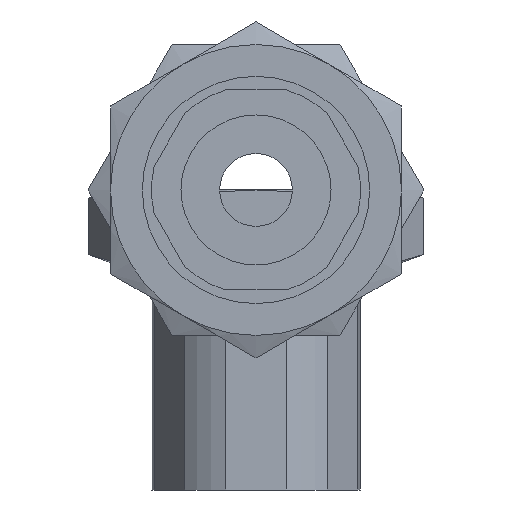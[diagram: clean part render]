
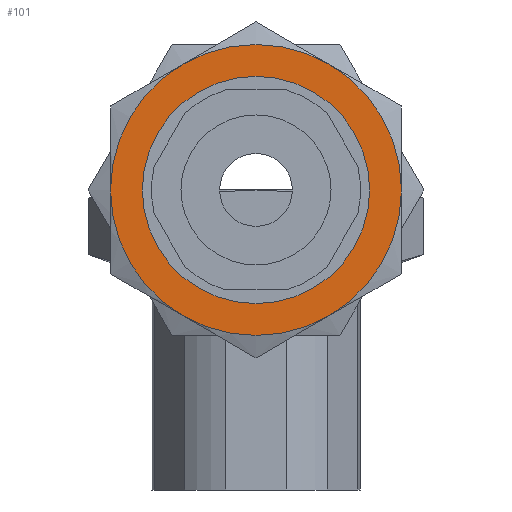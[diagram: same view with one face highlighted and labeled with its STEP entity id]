
A CAD part, front view. The second image highlights one B-rep face of the part: STEP entity #101.
In plain terms, the highlighted face is planar.
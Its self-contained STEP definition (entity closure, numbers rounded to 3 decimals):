
#101 = ADVANCED_FACE( 'NONE', ( #186, #187 ), #188, .F. );
#186 = FACE_OUTER_BOUND( '', #280, .T. );
#187 = FACE_BOUND( '', #281, .T. );
#188 = PLANE( '', #282 );
#280 = EDGE_LOOP( '', ( #452, #453, #454, #455, #456, #457 ) );
#281 = EDGE_LOOP( '', ( #458 ) );
#282 = AXIS2_PLACEMENT_3D( '', #459, #460, #461 );
#452 = ORIENTED_EDGE( '', *, *, #657, .T. );
#453 = ORIENTED_EDGE( '', *, *, #697, .T. );
#454 = ORIENTED_EDGE( '', *, *, #698, .T. );
#455 = ORIENTED_EDGE( '', *, *, #686, .T. );
#456 = ORIENTED_EDGE( '', *, *, #678, .T. );
#457 = ORIENTED_EDGE( '', *, *, #666, .T. );
#458 = ORIENTED_EDGE( '', *, *, #699, .F. );
#459 = CARTESIAN_POINT( '', ( 27.713, -16., 0. ) );
#460 = DIRECTION( '', ( 0., 0., -1. ) );
#461 = DIRECTION( '', ( 0., -1., 0. ) );
#657 = EDGE_CURVE( 'NONE', #832, #830, #833, .T. );
#666 = EDGE_CURVE( 'NONE', #843, #832, #847, .T. );
#678 = EDGE_CURVE( 'NONE', #862, #843, #866, .T. );
#686 = EDGE_CURVE( 'NONE', #874, #862, #878, .T. );
#697 = EDGE_CURVE( 'NONE', #830, #885, #893, .T. );
#698 = EDGE_CURVE( 'NONE', #885, #874, #894, .T. );
#699 = EDGE_CURVE( 'NONE', #895, #895, #896, .T. );
#830 = VERTEX_POINT( 'NONE', #1233 );
#832 = VERTEX_POINT( 'NONE', #1240 );
#833 = CIRCLE( '', #1241, 16. );
#843 = VERTEX_POINT( 'NONE', #1266 );
#847 = CIRCLE( '', #1280, 16. );
#862 = VERTEX_POINT( 'NONE', #1315 );
#866 = CIRCLE( '', #1329, 16. );
#874 = VERTEX_POINT( 'NONE', #1347 );
#878 = CIRCLE( '', #1361, 16. );
#885 = VERTEX_POINT( 'NONE', #1371 );
#893 = CIRCLE( '', #1395, 16. );
#894 = CIRCLE( '', #1396, 16. );
#895 = VERTEX_POINT( '', #1397 );
#896 = CIRCLE( '', #1398, 11.75 );
#1233 = CARTESIAN_POINT( '', ( -13.856, 8., 0. ) );
#1240 = CARTESIAN_POINT( '', ( 0., 16., 0. ) );
#1241 = AXIS2_PLACEMENT_3D( '', #1538, #1539, #1540 );
#1266 = CARTESIAN_POINT( '', ( 13.856, 8., 0. ) );
#1280 = AXIS2_PLACEMENT_3D( '', #1544, #1545, #1546 );
#1315 = CARTESIAN_POINT( '', ( 13.856, -8., 0. ) );
#1329 = AXIS2_PLACEMENT_3D( '', #1553, #1554, #1555 );
#1347 = CARTESIAN_POINT( '', ( 0., -16., 0. ) );
#1361 = AXIS2_PLACEMENT_3D( '', #1559, #1560, #1561 );
#1371 = CARTESIAN_POINT( '', ( -13.856, -8., 0. ) );
#1395 = AXIS2_PLACEMENT_3D( '', #1566, #1567, #1568 );
#1396 = AXIS2_PLACEMENT_3D( '', #1569, #1570, #1571 );
#1397 = CARTESIAN_POINT( '', ( 11.75, 0., 0. ) );
#1398 = AXIS2_PLACEMENT_3D( '', #1572, #1573, #1574 );
#1538 = CARTESIAN_POINT( '', ( 0., 0., 0. ) );
#1539 = DIRECTION( '', ( 0., 0., 1. ) );
#1540 = DIRECTION( '', ( 1., 0., 0. ) );
#1544 = CARTESIAN_POINT( '', ( 0., 0., 0. ) );
#1545 = DIRECTION( '', ( 0., 0., 1. ) );
#1546 = DIRECTION( '', ( 1., 0., 0. ) );
#1553 = CARTESIAN_POINT( '', ( 0., 0., 0. ) );
#1554 = DIRECTION( '', ( 0., 0., 1. ) );
#1555 = DIRECTION( '', ( 1., 0., 0. ) );
#1559 = CARTESIAN_POINT( '', ( 0., 0., 0. ) );
#1560 = DIRECTION( '', ( 0., 0., 1. ) );
#1561 = DIRECTION( '', ( 1., 0., 0. ) );
#1566 = CARTESIAN_POINT( '', ( 0., 0., 0. ) );
#1567 = DIRECTION( '', ( 0., 0., 1. ) );
#1568 = DIRECTION( '', ( 1., 0., 0. ) );
#1569 = CARTESIAN_POINT( '', ( 0., 0., 0. ) );
#1570 = DIRECTION( '', ( 0., 0., 1. ) );
#1571 = DIRECTION( '', ( 1., 0., 0. ) );
#1572 = CARTESIAN_POINT( '', ( 0., 0., 0. ) );
#1573 = DIRECTION( '', ( 0., 0., 1. ) );
#1574 = DIRECTION( '', ( 1., 0., 0. ) );
